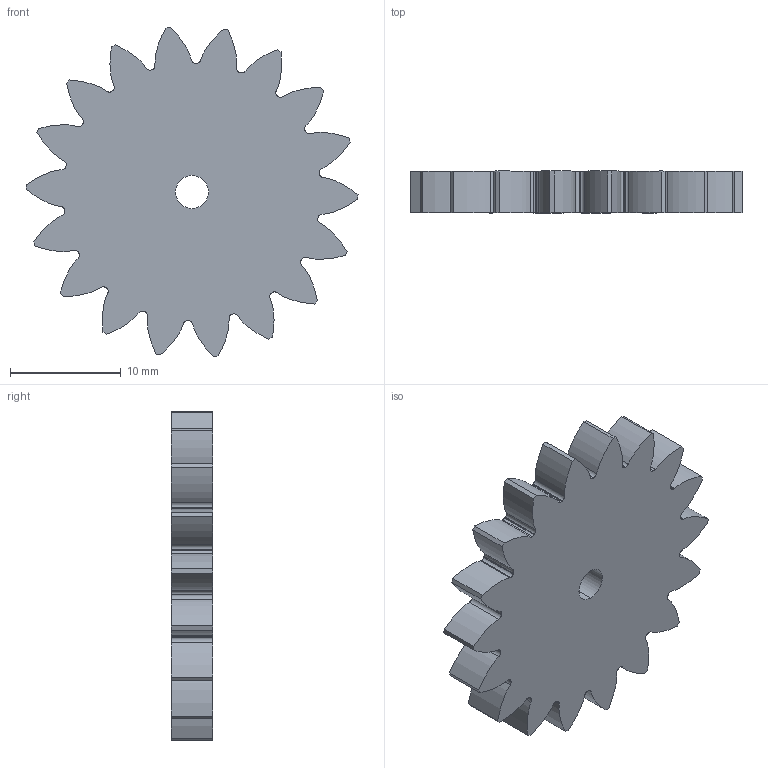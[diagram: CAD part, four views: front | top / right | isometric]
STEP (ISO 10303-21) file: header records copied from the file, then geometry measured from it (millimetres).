
FILE_DESCRIPTION(('TFLEX Exchange Step'),'2;1');
FILE_NAME(' m1.5 z18 d30.stp', '2022-03-06T19:57:11+03:00',('Федор'),('Unknown organisation'),'TFLEX Exchange 2022.0','T-FLEX CAD','Unknown authorisation');
FILE_SCHEMA( ('AUTOMOTIVE_DESIGN { 1 0 10303 214 1 1 1 1 }') );
Length unit declared in the file: millimetre
Products named in the file (1): Nodes
Bounding box: 30 x 3.75 x 29.74 mm (x, y, z)
Volume: 2097.3 mm3; surface area: 1734.7 mm2
Topology: 1 solids, 1 shells, 137 faces, 405 edges, 270 vertices
Faces by surface type: plane 56, cylinder 45, bspline 36
Entity records: 13309 total; most frequent: CARTESIAN_POINT 9777, ORIENTED_EDGE 810, DIRECTION 627, EDGE_CURVE 405, VERTEX_POINT 270, VECTOR 243, LINE 243, AXIS2_PLACEMENT_3D 192
